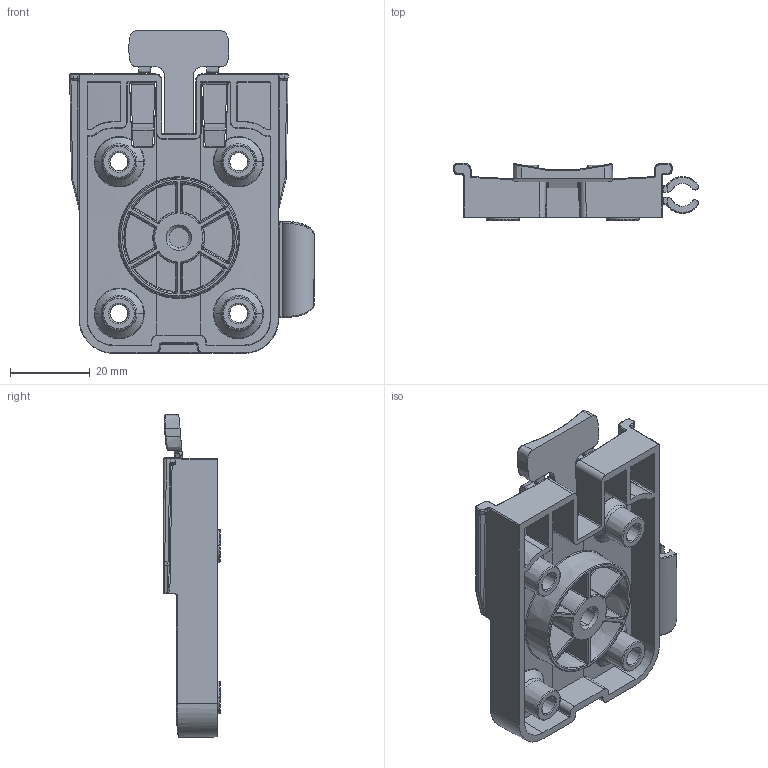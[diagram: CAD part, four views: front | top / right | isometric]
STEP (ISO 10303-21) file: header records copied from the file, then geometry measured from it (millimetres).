
FILE_DESCRIPTION((''),'2;1');
FILE_NAME('159661_SW','2012-04-04T',('banengservice'),('BANNER ENGINEERING'),'PRO/ENGINEER BY PARAMETRIC TECHNOLOGY CORPORATION, 2009141','PRO/ENGINEER BY PARAMETRIC TECHNOLOGY CORPORATION, 2009141','');
FILE_SCHEMA(('CONFIG_CONTROL_DESIGN'));
Products named in the file (1): 159661_SW
Bounding box: 61.3 x 14.2 x 80.81 mm (x, y, z)
Volume: 15886.6 mm3; surface area: 18183 mm2
Topology: 1 solids, 1 shells, 1145 faces, 2954 edges, 1829 vertices
Faces by surface type: plane 394, cylinder 306, bspline 270, cone 78, torus 42, sphere 28, extrusion 27
Entity records: 52781 total; most frequent: CARTESIAN_POINT 28141, ORIENTED_EDGE 5908, DIRECTION 3966, EDGE_CURVE 2954, VERTEX_POINT 1829, AXIS2_PLACEMENT_3D 1398, B_SPLINE_CURVE_WITH_KNOTS 1288, EDGE_LOOP 1175
